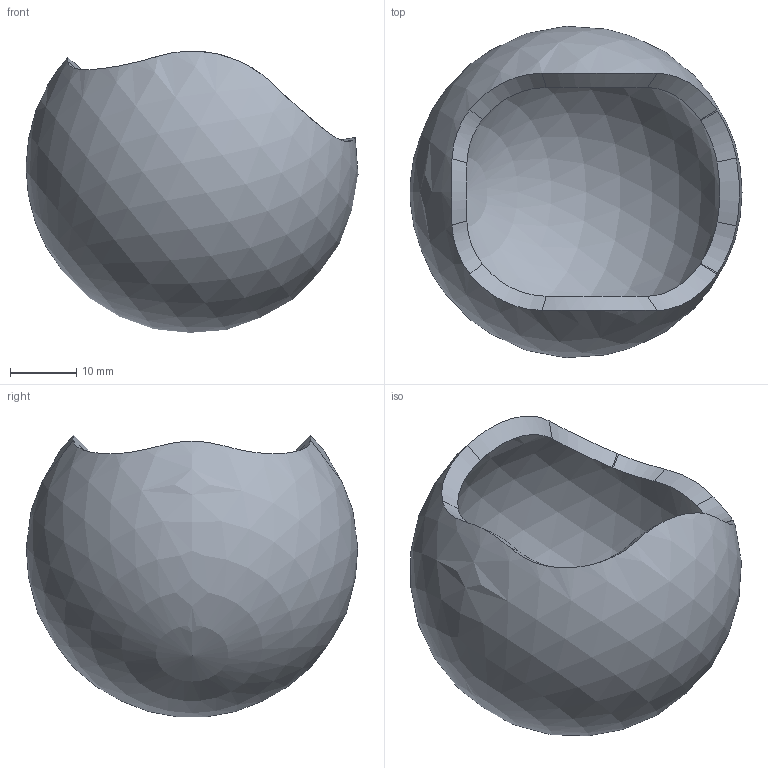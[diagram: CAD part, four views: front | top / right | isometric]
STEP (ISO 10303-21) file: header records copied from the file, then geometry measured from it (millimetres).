
FILE_DESCRIPTION(/* description */ (''),/* implementation_level */ '2;1');
FILE_NAME(/* name */ 'Резиновая лапа.stp',/* time_stamp */ '2023-11-01T20:45:44+03:00',/* author */ (''),/* organization */ (''),/* preprocessor_version */ 'ST-DEVELOPER v16.7',/* originating_system */ 'SIEMENS PLM Software NX 12.0',/* authorisation */ '');
FILE_SCHEMA (('AUTOMOTIVE_DESIGN { 1 0 10303 214 3 1 1 1 }'));
Length unit declared in the file: millimetre
Products named in the file (1): Резиновая лапа
Bounding box: 49.98 x 49.89 x 42.4 mm (x, y, z)
Volume: 15774.3 mm3; surface area: 10946.4 mm2
Topology: 1 solids, 1 shells, 16 faces, 48 edges, 32 vertices
Faces by surface type: bspline 14, sphere 2
Entity records: 648 total; most frequent: CARTESIAN_POINT 351, ORIENTED_EDGE 84, EDGE_CURVE 42, B_SPLINE_CURVE_WITH_KNOTS 42, VERTEX_POINT 28, ADVANCED_FACE 16, FACE_OUTER_BOUND 16, EDGE_LOOP 16
